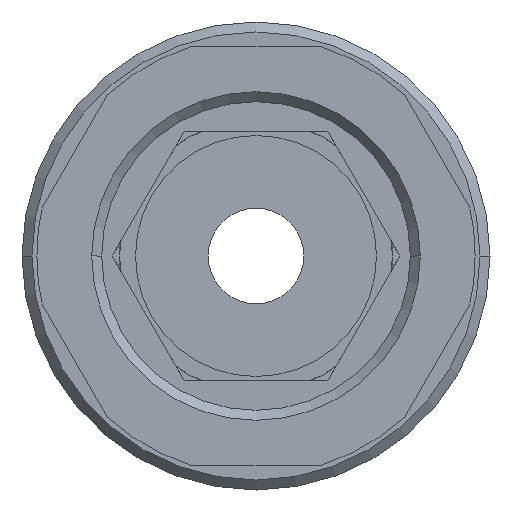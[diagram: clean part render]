
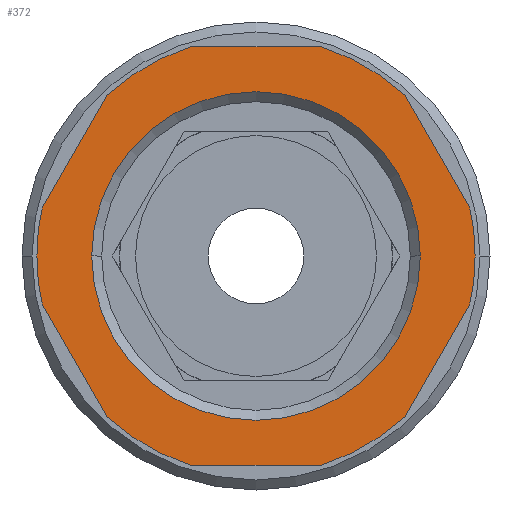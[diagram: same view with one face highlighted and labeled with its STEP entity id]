
A CAD part, front view. The second image highlights one B-rep face of the part: STEP entity #372.
In plain terms, the highlighted planar face has unit normal (0, -1, 0).
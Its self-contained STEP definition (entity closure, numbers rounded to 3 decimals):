
#372=ADVANCED_FACE('',(#812,#813),#814,.T.);
#812=FACE_BOUND('',#1313,.T.);
#813=FACE_OUTER_BOUND('',#1314,.T.);
#814=PLANE('',#1315);
#1313=EDGE_LOOP('',(#2285,#2286));
#1314=EDGE_LOOP('',(#2287,#2288,#2289,#2290,#2291,#2292,#2293,#2294,#2295,#2296,#2297,#2298,#2299,#2300));
#1315=AXIS2_PLACEMENT_3D('',#2301,#2302,#2303);
#2285=ORIENTED_EDGE('',*,*,#3078,.T.);
#2286=ORIENTED_EDGE('',*,*,#3196,.T.);
#2287=ORIENTED_EDGE('',*,*,#3197,.T.);
#2288=ORIENTED_EDGE('',*,*,#3198,.F.);
#2289=ORIENTED_EDGE('',*,*,#3119,.T.);
#2290=ORIENTED_EDGE('',*,*,#3199,.F.);
#2291=ORIENTED_EDGE('',*,*,#3200,.T.);
#2292=ORIENTED_EDGE('',*,*,#3152,.F.);
#2293=ORIENTED_EDGE('',*,*,#2972,.F.);
#2294=ORIENTED_EDGE('',*,*,#3129,.T.);
#2295=ORIENTED_EDGE('',*,*,#2937,.F.);
#2296=ORIENTED_EDGE('',*,*,#3201,.T.);
#2297=ORIENTED_EDGE('',*,*,#3018,.F.);
#2298=ORIENTED_EDGE('',*,*,#3202,.T.);
#2299=ORIENTED_EDGE('',*,*,#3035,.F.);
#2300=ORIENTED_EDGE('',*,*,#3203,.F.);
#2301=CARTESIAN_POINT('',(5.5,0.0,0.0));
#2302=DIRECTION('',(-0.0,-1.0,-0.0));
#2303=DIRECTION('',(-1.0,0.0,0.0));
#2937=EDGE_CURVE('',#3520,#3515,#3522,.T.);
#2972=EDGE_CURVE('',#3578,#3573,#3580,.T.);
#3018=EDGE_CURVE('',#3641,#3636,#3643,.T.);
#3035=EDGE_CURVE('',#3666,#3668,#3669,.T.);
#3078=EDGE_CURVE('',#3721,#3719,#3722,.T.);
#3119=EDGE_CURVE('',#3785,#3782,#3786,.T.);
#3129=EDGE_CURVE('',#3578,#3515,#3797,.T.);
#3152=EDGE_CURVE('',#3573,#3824,#3825,.T.);
#3196=EDGE_CURVE('',#3719,#3721,#3877,.T.);
#3197=EDGE_CURVE('',#3878,#3879,#3880,.T.);
#3198=EDGE_CURVE('',#3785,#3879,#3881,.T.);
#3199=EDGE_CURVE('',#3882,#3782,#3883,.T.);
#3200=EDGE_CURVE('',#3882,#3824,#3884,.T.);
#3201=EDGE_CURVE('',#3520,#3636,#3885,.T.);
#3202=EDGE_CURVE('',#3641,#3668,#3886,.T.);
#3203=EDGE_CURVE('',#3878,#3666,#3887,.T.);
#3515=VERTEX_POINT('',#4334);
#3520=VERTEX_POINT('',#4340);
#3522=CIRCLE('',#4343,11.0);
#3573=VERTEX_POINT('',#4480);
#3578=VERTEX_POINT('',#4486);
#3580=CIRCLE('',#4489,11.0);
#3636=VERTEX_POINT('',#4581);
#3641=VERTEX_POINT('',#4587);
#3643=CIRCLE('',#4590,11.0);
#3666=VERTEX_POINT('',#4617);
#3668=VERTEX_POINT('',#4620);
#3669=CIRCLE('',#4621,11.0);
#3719=VERTEX_POINT('',#4683);
#3721=VERTEX_POINT('',#4686);
#3722=CIRCLE('',#4687,8.25);
#3782=VERTEX_POINT('',#4773);
#3785=VERTEX_POINT('',#4777);
#3786=LINE('',#4778,#4779);
#3797=LINE('',#4794,#4795);
#3824=VERTEX_POINT('',#4840);
#3825=CIRCLE('',#4841,11.0);
#3877=CIRCLE('',#4958,8.25);
#3878=VERTEX_POINT('',#4959);
#3879=VERTEX_POINT('',#4960);
#3880=LINE('',#4961,#4962);
#3881=CIRCLE('',#4963,11.0);
#3882=VERTEX_POINT('',#4964);
#3883=CIRCLE('',#4965,11.0);
#3884=LINE('',#4966,#4967);
#3885=LINE('',#4968,#4969);
#3886=LINE('',#4970,#4971);
#3887=CIRCLE('',#4972,11.0);
#4334=CARTESIAN_POINT('',(7.454,0.0,8.089));
#4340=CARTESIAN_POINT('',(3.279,0.0,10.5));
#4343=AXIS2_PLACEMENT_3D('',#5307,#5308,#5309);
#4480=CARTESIAN_POINT('',(11.0,0.0,0.));
#4486=CARTESIAN_POINT('',(10.733,0.0,2.411));
#4489=AXIS2_PLACEMENT_3D('',#5345,#5346,#5347);
#4581=CARTESIAN_POINT('',(-3.279,0.0,10.5));
#4587=CARTESIAN_POINT('',(-7.454,0.0,8.089));
#4590=AXIS2_PLACEMENT_3D('',#5406,#5407,#5408);
#4617=CARTESIAN_POINT('',(-11.0,0.0,0.));
#4620=CARTESIAN_POINT('',(-10.733,0.0,2.411));
#4621=AXIS2_PLACEMENT_3D('',#5429,#5430,#5431);
#4683=CARTESIAN_POINT('',(8.25,0.0,0.));
#4686=CARTESIAN_POINT('',(-8.25,0.0,0.));
#4687=AXIS2_PLACEMENT_3D('',#5499,#5500,#5501);
#4773=CARTESIAN_POINT('',(3.279,0.0,-10.5));
#4777=CARTESIAN_POINT('',(-3.279,0.0,-10.5));
#4778=CARTESIAN_POINT('',(2.75,0.0,-10.5));
#4779=VECTOR('',#5557,1.0);
#4794=CARTESIAN_POINT('',(9.781,0.0,4.059));
#4795=VECTOR('',#5568,1.0);
#4840=CARTESIAN_POINT('',(10.733,0.0,-2.411));
#4841=AXIS2_PLACEMENT_3D('',#5600,#5601,#5602);
#4958=AXIS2_PLACEMENT_3D('',#5652,#5653,#5654);
#4959=CARTESIAN_POINT('',(-10.733,0.0,-2.411));
#4960=CARTESIAN_POINT('',(-7.454,0.0,-8.089));
#4961=CARTESIAN_POINT('',(-8.406,0.0,-6.441));
#4962=VECTOR('',#5655,1.0);
#4963=AXIS2_PLACEMENT_3D('',#5656,#5657,#5658);
#4964=CARTESIAN_POINT('',(7.454,0.0,-8.089));
#4965=AXIS2_PLACEMENT_3D('',#5659,#5660,#5661);
#4966=CARTESIAN_POINT('',(9.781,0.0,-4.059));
#4967=VECTOR('',#5662,1.0);
#4968=CARTESIAN_POINT('',(2.75,0.0,10.5));
#4969=VECTOR('',#5663,1.0);
#4970=CARTESIAN_POINT('',(-8.406,0.0,6.441));
#4971=VECTOR('',#5664,1.0);
#4972=AXIS2_PLACEMENT_3D('',#5665,#5666,#5667);
#5307=CARTESIAN_POINT('',(0.0,0.0,0.0));
#5308=DIRECTION('',(-0.0,1.0,0.0));
#5309=DIRECTION('',(1.0,0.0,0.0));
#5345=CARTESIAN_POINT('',(0.0,0.0,0.0));
#5346=DIRECTION('',(-0.0,1.0,0.0));
#5347=DIRECTION('',(1.0,0.0,0.0));
#5406=CARTESIAN_POINT('',(0.0,0.0,0.0));
#5407=DIRECTION('',(-0.0,1.0,0.0));
#5408=DIRECTION('',(1.0,0.0,0.0));
#5429=CARTESIAN_POINT('',(0.0,0.0,0.0));
#5430=DIRECTION('',(-0.0,1.0,0.0));
#5431=DIRECTION('',(1.0,0.0,0.0));
#5499=CARTESIAN_POINT('',(0.0,0.0,0.0));
#5500=DIRECTION('',(-0.0,1.0,0.0));
#5501=DIRECTION('',(1.0,0.0,0.0));
#5557=DIRECTION('',(1.0,-0.0,0.0));
#5568=DIRECTION('',(-0.5,0.0,0.866));
#5600=CARTESIAN_POINT('',(0.0,0.0,0.0));
#5601=DIRECTION('',(-0.0,1.0,0.0));
#5602=DIRECTION('',(1.0,0.0,0.0));
#5652=CARTESIAN_POINT('',(0.0,0.0,0.0));
#5653=DIRECTION('',(-0.0,1.0,0.0));
#5654=DIRECTION('',(1.0,0.0,0.0));
#5655=DIRECTION('',(0.5,0.0,-0.866));
#5656=CARTESIAN_POINT('',(0.0,0.0,0.0));
#5657=DIRECTION('',(-0.0,1.0,0.0));
#5658=DIRECTION('',(1.0,0.0,0.0));
#5659=CARTESIAN_POINT('',(0.0,0.0,0.0));
#5660=DIRECTION('',(-0.0,1.0,0.0));
#5661=DIRECTION('',(1.0,0.0,0.0));
#5662=DIRECTION('',(0.5,-0.0,0.866));
#5663=DIRECTION('',(-1.0,0.0,0.));
#5664=DIRECTION('',(-0.5,0.0,-0.866));
#5665=CARTESIAN_POINT('',(0.0,0.0,0.0));
#5666=DIRECTION('',(-0.0,1.0,0.0));
#5667=DIRECTION('',(1.0,0.0,0.0));
